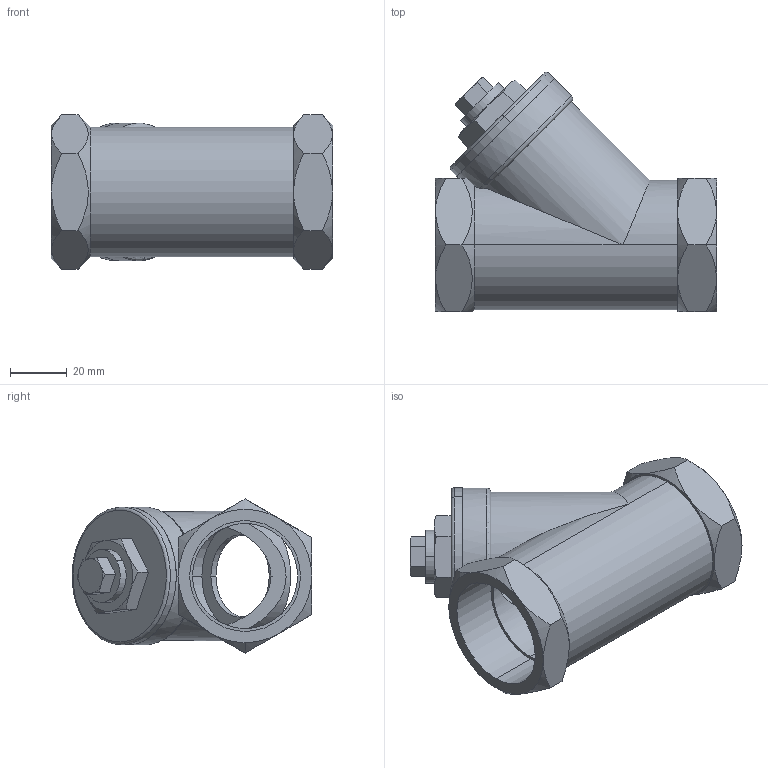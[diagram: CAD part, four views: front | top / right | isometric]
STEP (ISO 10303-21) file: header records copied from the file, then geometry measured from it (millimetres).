
FILE_DESCRIPTION (( 'STEP AP214' ), '1' );
FILE_NAME ('DN32.STEP', '2015-10-14T06:54:44', ( '·L³n¥Î¤á' ), ( '·L³n¤¤°ê' ), 'SwSTEP 2.0', 'SolidWorks 2007', '' );
FILE_SCHEMA (( 'AUTOMOTIVE_DESIGN' ));
Length unit declared in the file: millimetre
Products named in the file (4): 0503_預設; 0305_預設; V-Y DN32 0106_預設; DN32
Assembly tree (3 placements, depth 2):
  DN32
    V-Y DN32 0106_預設
    0305_預設
    0503_預設
Bounding box: 99 x 84.38 x 54.27 mm (x, y, z)
Volume: 88620.6 mm3; surface area: 43462.3 mm2
Topology: 3 solids, 3 shells, 118 faces, 269 edges, 165 vertices
Faces by surface type: plane 44, cone 36, cylinder 34, torus 4
Entity records: 3923 total; most frequent: CARTESIAN_POINT 1262, ORIENTED_EDGE 538, DIRECTION 523, EDGE_CURVE 269, AXIS2_PLACEMENT_3D 224, VERTEX_POINT 165, EDGE_LOOP 132, ADVANCED_FACE 118
